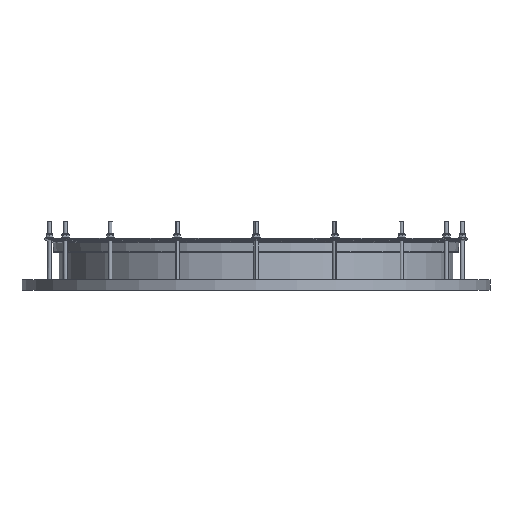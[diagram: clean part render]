
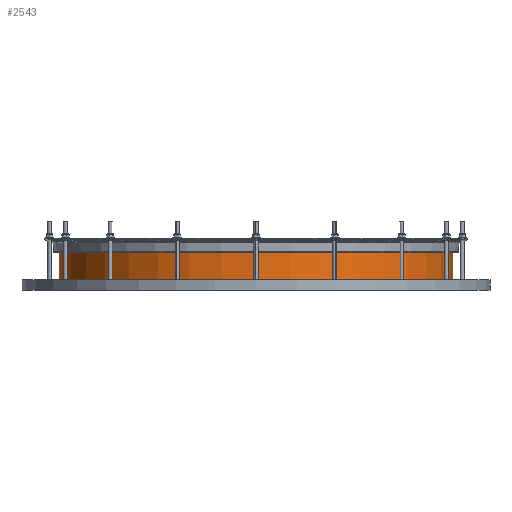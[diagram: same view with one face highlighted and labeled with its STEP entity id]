
A CAD part, front view. The second image highlights one B-rep face of the part: STEP entity #2543.
In plain terms, the highlighted cylindrical face has radius 570 mm (diameter 1140 mm), a partial arc.
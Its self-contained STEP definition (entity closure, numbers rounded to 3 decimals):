
#70 = AXIS2_PLACEMENT_3D ( 'NONE', #788, #804, #811 ) ;
#788 = CARTESIAN_POINT ( 'NONE',  ( 0., 0., 120. ) ) ;
#804 = DIRECTION ( 'NONE',  ( 0., 0., -1. ) ) ;
#811 = DIRECTION ( 'NONE',  ( -1., 0., 0. ) ) ;
#2543 = ADVANCED_FACE ( 'NONE', ( #7778 ), #7686, .T. ) ;
#2902 = CIRCLE ( 'NONE', #5484, 570. ) ;
#5484 = AXIS2_PLACEMENT_3D ( 'NONE', #11591, #11590, #11589 ) ;
#5723 = AXIS2_PLACEMENT_3D ( 'NONE', #9423, #9422, #9421 ) ;
#7340 = CARTESIAN_POINT ( 'NONE',  ( 570., 0., 30. ) ) ;
#7686 = CYLINDRICAL_SURFACE ( 'NONE', #70, 570. ) ;
#7778 = FACE_OUTER_BOUND ( 'NONE', #15835, .T. ) ;
#9085 = CARTESIAN_POINT ( 'NONE',  ( -570., 0., 120. ) ) ;
#9089 = DIRECTION ( 'NONE',  ( 0., 0., -1. ) ) ;
#9090 = CARTESIAN_POINT ( 'NONE',  ( 570., 0., 120. ) ) ;
#9095 = DIRECTION ( 'NONE',  ( 0., 0., -1. ) ) ;
#9421 = DIRECTION ( 'NONE',  ( 1., 0., 0. ) ) ;
#9422 = DIRECTION ( 'NONE',  ( 0., 0., 1. ) ) ;
#9423 = CARTESIAN_POINT ( 'NONE',  ( 0., 0., 30. ) ) ;
#9575 = VERTEX_POINT ( 'NONE', #7340 ) ;
#9791 = ORIENTED_EDGE ( 'NONE', *, *, #14838, .F. ) ;
#9792 = ORIENTED_EDGE ( 'NONE', *, *, #14840, .T. ) ;
#9819 = ORIENTED_EDGE ( 'NONE', *, *, #14756, .T. ) ;
#9896 = ORIENTED_EDGE ( 'NONE', *, *, #14550, .F. ) ;
#10582 = VERTEX_POINT ( 'NONE', #12260 ) ;
#10584 = VERTEX_POINT ( 'NONE', #12258 ) ;
#10589 = VERTEX_POINT ( 'NONE', #12253 ) ;
#11589 = DIRECTION ( 'NONE',  ( 1., 0., 0. ) ) ;
#11590 = DIRECTION ( 'NONE',  ( 0., 0., 1. ) ) ;
#11591 = CARTESIAN_POINT ( 'NONE',  ( 0., 0., 110. ) ) ;
#12253 = CARTESIAN_POINT ( 'NONE',  ( -570., 0., 30. ) ) ;
#12258 = CARTESIAN_POINT ( 'NONE',  ( -570., 0., 110. ) ) ;
#12260 = CARTESIAN_POINT ( 'NONE',  ( 570., 0., 110. ) ) ;
#13112 = CIRCLE ( 'NONE', #5723, 570. ) ;
#13542 = LINE ( 'NONE', #9085, #13557 ) ;
#13557 = VECTOR ( 'NONE', #9089, 1000. ) ;
#13580 = VECTOR ( 'NONE', #9095, 1000. ) ;
#13587 = LINE ( 'NONE', #9090, #13580 ) ;
#14550 = EDGE_CURVE ( 'NONE', #10584, #10582, #2902, .T. ) ;
#14756 = EDGE_CURVE ( 'NONE', #10589, #9575, #13112, .T. ) ;
#14838 = EDGE_CURVE ( 'NONE', #10582, #9575, #13587, .T. ) ;
#14840 = EDGE_CURVE ( 'NONE', #10584, #10589, #13542, .T. ) ;
#15835 = EDGE_LOOP ( 'NONE', ( #9791, #9896, #9792, #9819 ) ) ;
